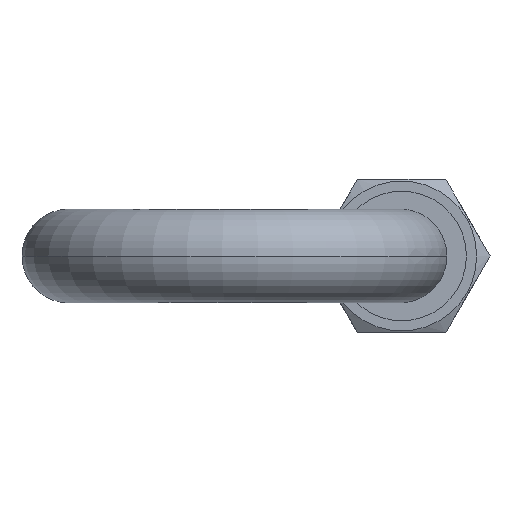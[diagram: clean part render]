
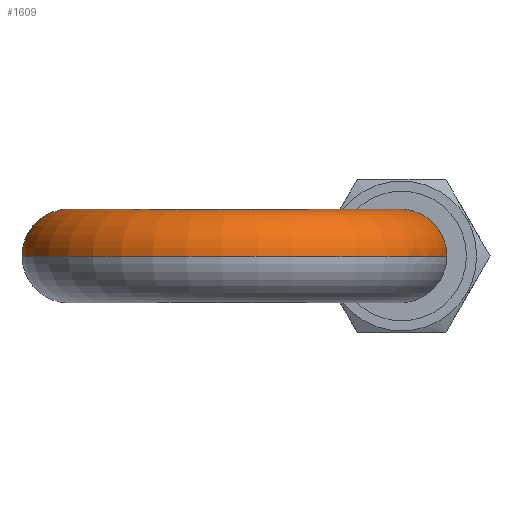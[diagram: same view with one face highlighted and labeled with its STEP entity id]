
A CAD part, front view. The second image highlights one B-rep face of the part: STEP entity #1609.
In plain terms, the highlighted toroidal (fillet/blend) face has major radius 10.65 mm and minor radius 3 mm.
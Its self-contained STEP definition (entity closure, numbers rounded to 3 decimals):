
#2 = CARTESIAN_POINT ( 'NONE',  ( 9.539, -25., 2.846 ) ) ;
#15 = ORIENTED_EDGE ( 'NONE', *, *, #937, .T. ) ;
#80 = CARTESIAN_POINT ( 'NONE',  ( 0., -23.35, 0. ) ) ;
#136 = CARTESIAN_POINT ( 'NONE',  ( 12.923, -25., 1.84 ) ) ;
#147 = CARTESIAN_POINT ( 'NONE',  ( 10.118, -25., 2.98 ) ) ;
#154 = CARTESIAN_POINT ( 'NONE',  ( 8.999, -25., 2.605 ) ) ;
#161 = CARTESIAN_POINT ( 'NONE',  ( 11.855, -25., 2.702 ) ) ;
#236 = DIRECTION ( 'NONE',  ( 0., 0., 1. ) ) ;
#301 = CARTESIAN_POINT ( 'NONE',  ( 8.512, -25., 2.262 ) ) ;
#308 = CARTESIAN_POINT ( 'NONE',  ( 7.47, -25., 0.197 ) ) ;
#374 = CARTESIAN_POINT ( 'NONE',  ( 13.55, -25., 0. ) ) ;
#403 = EDGE_CURVE ( 'NONE', #1186, #662, #826, .T. ) ;
#442 = CARTESIAN_POINT ( 'NONE',  ( 13.241, -25., 1.336 ) ) ;
#454 = CARTESIAN_POINT ( 'NONE',  ( 7.878, -25., 1.508 ) ) ;
#473 = ORIENTED_EDGE ( 'NONE', *, *, #1127, .T. ) ;
#494 = AXIS2_PLACEMENT_3D ( 'NONE', #80, #1870, #678 ) ;
#552 = DIRECTION ( 'NONE',  ( 0., -1., 0. ) ) ;
#580 = CARTESIAN_POINT ( 'NONE',  ( -13.65, -23.35, 0. ) ) ;
#612 = CARTESIAN_POINT ( 'NONE',  ( 9.731, -25., 2.903 ) ) ;
#662 = VERTEX_POINT ( 'NONE', #374 ) ;
#678 = DIRECTION ( 'NONE',  ( 1., 0., 0. ) ) ;
#738 = EDGE_LOOP ( 'NONE', ( #15, #1352, #473, #1074 ) ) ;
#750 = CARTESIAN_POINT ( 'NONE',  ( 12.515, -25., 2.268 ) ) ;
#757 = CARTESIAN_POINT ( 'NONE',  ( 10.314, -25., 2.999 ) ) ;
#793 = DIRECTION ( 'NONE',  ( 0., 0., 1. ) ) ;
#813 = DIRECTION ( 'NONE',  ( 1., 0., 0. ) ) ;
#818 = CARTESIAN_POINT ( 'NONE',  ( 0., -23.35, 0. ) ) ;
#819 = DIRECTION ( 'NONE',  ( 0., 0., 1. ) ) ;
#821 = CARTESIAN_POINT ( 'NONE',  ( 0., -23.35, 0. ) ) ;
#826 = CIRCLE ( 'NONE', #947, 13.65 ) ;
#888 = CARTESIAN_POINT ( 'NONE',  ( 13.55, -25., 0. ) ) ;
#910 = CARTESIAN_POINT ( 'NONE',  ( 7.47, -25., 0. ) ) ;
#937 = EDGE_CURVE ( 'NONE', #1743, #1186, #1704, .T. ) ;
#947 = AXIS2_PLACEMENT_3D ( 'NONE', #821, #819, #1579 ) ;
#1047 = CARTESIAN_POINT ( 'NONE',  ( 13.47, -25., 0.791 ) ) ;
#1062 = CARTESIAN_POINT ( 'NONE',  ( 7.49, -25., 0.393 ) ) ;
#1074 = ORIENTED_EDGE ( 'NONE', *, *, #1432, .F. ) ;
#1075 = CARTESIAN_POINT ( 'NONE',  ( 12.359, -25., 2.394 ) ) ;
#1124 = CARTESIAN_POINT ( 'NONE',  ( 7.47, -25., 0. ) ) ;
#1127 = EDGE_CURVE ( 'NONE', #662, #1655, #1621, .T. ) ;
#1134 = CARTESIAN_POINT ( 'NONE',  ( -10.65, -23.35, 0. ) ) ;
#1186 = VERTEX_POINT ( 'NONE', #580 ) ;
#1196 = CARTESIAN_POINT ( 'NONE',  ( 11.302, -25., 2.926 ) ) ;
#1205 = CARTESIAN_POINT ( 'NONE',  ( 9.173, -25., 2.696 ) ) ;
#1216 = CARTESIAN_POINT ( 'NONE',  ( 8.23, -25., 1.987 ) ) ;
#1221 = CARTESIAN_POINT ( 'NONE',  ( 7.569, -25., 0.782 ) ) ;
#1245 = CIRCLE ( 'NONE', #1434, 7.65 ) ;
#1318 = FACE_OUTER_BOUND ( 'NONE', #738, .T. ) ;
#1352 = ORIENTED_EDGE ( 'NONE', *, *, #403, .T. ) ;
#1353 = AXIS2_PLACEMENT_3D ( 'NONE', #1134, #552, #236 ) ;
#1359 = CARTESIAN_POINT ( 'NONE',  ( 10.909, -25., 3.001 ) ) ;
#1367 = CARTESIAN_POINT ( 'NONE',  ( 12.797, -25., 1.991 ) ) ;
#1432 = EDGE_CURVE ( 'NONE', #1743, #1655, #1245, .T. ) ;
#1434 = AXIS2_PLACEMENT_3D ( 'NONE', #818, #793, #813 ) ;
#1485 = CARTESIAN_POINT ( 'NONE',  ( 13.55, -25., 0.394 ) ) ;
#1495 = CARTESIAN_POINT ( 'NONE',  ( 13.145, -25., 1.512 ) ) ;
#1509 = CARTESIAN_POINT ( 'NONE',  ( 8.668, -25., 2.388 ) ) ;
#1520 = CARTESIAN_POINT ( 'NONE',  ( 7.783, -25., 1.334 ) ) ;
#1579 = DIRECTION ( 'NONE',  ( 1., 0., 0. ) ) ;
#1609 = ADVANCED_FACE ( 'NONE', ( #1318 ), #1612, .T. ) ;
#1612 = TOROIDAL_SURFACE ( 'NONE', #494, 10.65, 3. ) ;
#1621 = B_SPLINE_CURVE_WITH_KNOTS ( 'NONE', 3,
 ( #888, #1485, #1047, #442, #1495, #136, #1367, #750, #1075, #1647, #161, #1196, #1359, #757, #147, #612, #2, #1205, #154, #1509, #301, #1216, #1804, #454, #1520, #1947, #1221, #1062, #308, #910 ),
 .UNSPECIFIED., .F., .F.,
 ( 4, 2, 2, 2, 2, 2, 2, 2, 2, 2, 2, 2, 2, 2, 4 ),
 ( 0.008, 0.009, 0.009, 0.01, 0.011, 0.011, 0.012, 0.013, 0.013, 0.014, 0.015, 0.015, 0.016, 0.016, 0.017 ),
 .UNSPECIFIED. ) ;
#1647 = CARTESIAN_POINT ( 'NONE',  ( 12.029, -25., 2.61 ) ) ;
#1655 = VERTEX_POINT ( 'NONE', #1124 ) ;
#1704 = CIRCLE ( 'NONE', #1353, 3. ) ;
#1743 = VERTEX_POINT ( 'NONE', #1909 ) ;
#1804 = CARTESIAN_POINT ( 'NONE',  ( 8.103, -25., 1.837 ) ) ;
#1870 = DIRECTION ( 'NONE',  ( 0., 0., 1. ) ) ;
#1909 = CARTESIAN_POINT ( 'NONE',  ( -7.65, -23.35, 0. ) ) ;
#1947 = CARTESIAN_POINT ( 'NONE',  ( 7.629, -25., 0.972 ) ) ;
